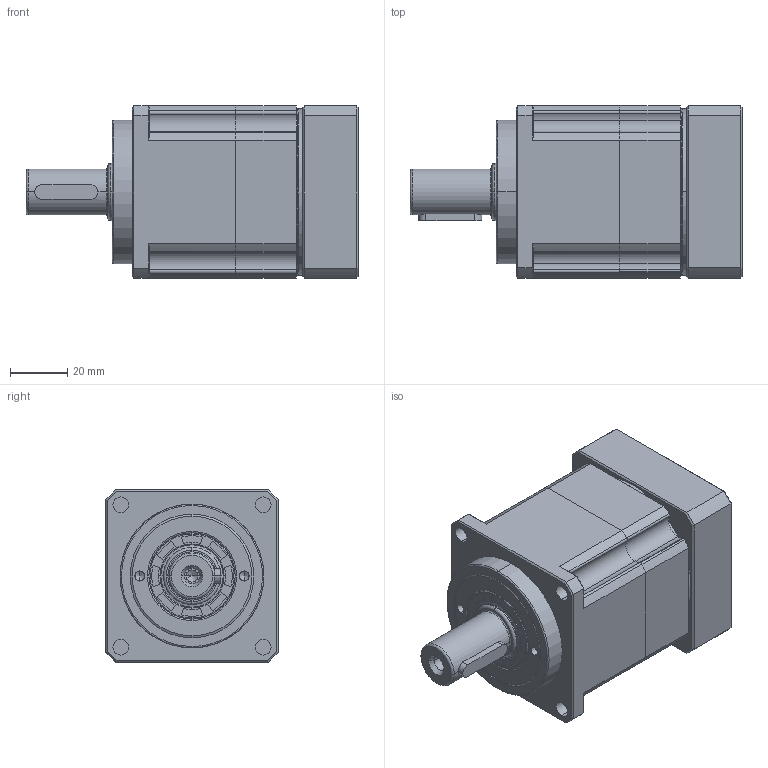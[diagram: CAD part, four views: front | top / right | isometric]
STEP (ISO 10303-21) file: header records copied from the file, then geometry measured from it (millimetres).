
FILE_DESCRIPTION (( 'STEP AP203' ), '1' );
FILE_NAME ('FAB060D-L1-11-50-70-M4-34.STEP', '2021-04-27T10:28:32', ( '微软用户' ), ( '微软中国' ), 'SwSTEP 2.0', 'SolidWorks 2016', '' );
FILE_SCHEMA (( 'CONFIG_CONTROL_DESIGN' ));
Length unit declared in the file: millimetre
Products named in the file (13): A倰す瑩5-22_2; hex socket set screws with cone point gb_GB_FASTENER_SCREWS_HSCP M10X10-N_3; hexagon socket head cap screws gb_GB_FASTENER_SCREWS_HSHCS M4X16-N_4; FAB060D输出内齿圈壳体; 1-输入端壳体FAB060D; FAB060D隅弇覃淕杶; 坶踡遠18-37-12(1)_3; 11-镂空输入法兰FAB060D-50-70-M4; 输入太阳齿轮060D-14_4; 输入调整套14-11; FAB060D怀堤俴陎殤1_1; FAB060D-L1-11-50-70-M4-34; 蚐猾20304_1
Assembly tree (15 placements, depth 2):
  FAB060D-L1-11-50-70-M4-34
    1-输入端壳体FAB060D
    坶踡遠18-37-12(1)_3
    输入太阳齿轮060D-14_4
    FAB060D怀堤俴陎殤1_1
    蚐猾20304_1
    A倰す瑩5-22_2
    hex socket set screws with cone point gb_GB_FASTENER_SCREWS_HSCP M10X10-N_3
    hexagon socket head cap screws gb_GB_FASTENER_SCREWS_HSHCS M4X16-N_4  x4
    FAB060D输出内齿圈壳体
    FAB060D隅弇覃淕杶
    11-镂空输入法兰FAB060D-50-70-M4
    输入调整套14-11
Bounding box: 115.5 x 60 x 60 mm (x, y, z)
Volume: 239365.2 mm3; surface area: 70720.8 mm2
Topology: 16 solids, 16 shells, 955 faces, 2302 edges, 1384 vertices
Faces by surface type: cylinder 300, plane 271, cone 202, bspline 169, torus 13
Entity records: 35357 total; most frequent: CARTESIAN_POINT 14097, ORIENTED_EDGE 4164, DIRECTION 4145, EDGE_CURVE 2082, AXIS2_PLACEMENT_3D 1667, VERTEX_POINT 1285, EDGE_LOOP 973, CIRCLE 932
